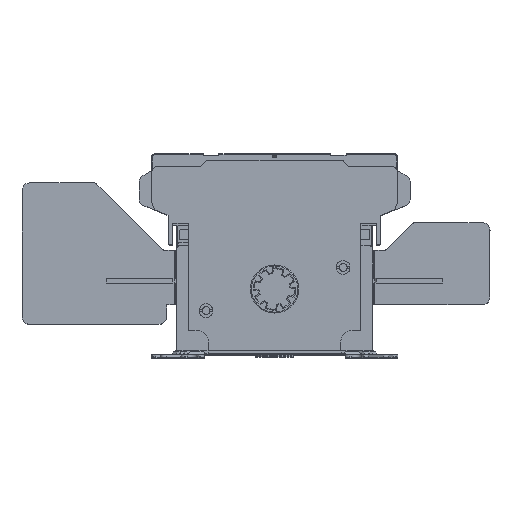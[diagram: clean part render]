
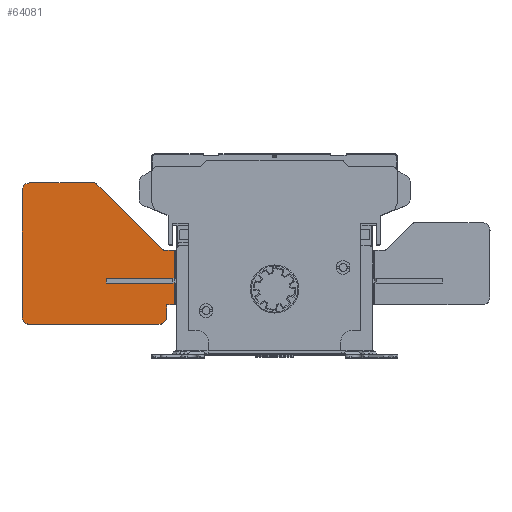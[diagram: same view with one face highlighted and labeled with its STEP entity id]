
A CAD part, top view. The second image highlights one B-rep face of the part: STEP entity #64081.
In plain terms, the highlighted planar face has unit normal (0, 0, 1).
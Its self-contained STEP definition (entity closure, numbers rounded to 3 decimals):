
#9920=DIRECTION('',(0.,1.,0.));
#9921=VECTOR('',#9920,27.95);
#9922=CARTESIAN_POINT('',(-51.095,26.5,89.));
#9923=LINE('',#9922,#9921);
#9928=CARTESIAN_POINT('',(-125.,20.5,89.));
#9929=DIRECTION('',(0.,0.,-1.));
#9930=DIRECTION('',(0.,-1.,0.));
#9931=AXIS2_PLACEMENT_3D('',#9928,#9929,#9930);
#9933=DIRECTION('',(0.,1.,0.));
#9934=VECTOR('',#9933,64.255);
#9935=CARTESIAN_POINT('',(-129.,20.5,89.));
#9936=LINE('',#9935,#9934);
#9937=CARTESIAN_POINT('',(-125.,84.755,89.));
#9938=DIRECTION('',(0.,0.,-1.));
#9939=DIRECTION('',(-1.,0.,0.));
#9940=AXIS2_PLACEMENT_3D('',#9937,#9938,#9939);
#9942=DIRECTION('',(1.,0.,0.));
#9943=VECTOR('',#9942,32.867);
#9944=CARTESIAN_POINT('',(-125.,88.755,89.));
#9945=LINE('',#9944,#9943);
#9946=CARTESIAN_POINT('',(-92.133,86.755,89.));
#9947=DIRECTION('',(0.,0.,-1.));
#9948=DIRECTION('',(0.,1.,0.));
#9949=AXIS2_PLACEMENT_3D('',#9946,#9947,#9948);
#9951=DIRECTION('',(0.707,-0.707,0.));
#9952=VECTOR('',#9951,46.858);
#9953=CARTESIAN_POINT('',(-90.719,88.169,89.));
#9954=LINE('',#9953,#9952);
#9955=CARTESIAN_POINT('',(-56.172,56.45,89.));
#9956=DIRECTION('',(0.,0.,1.));
#9957=DIRECTION('',(-0.707,-0.707,0.));
#9958=AXIS2_PLACEMENT_3D('',#9955,#9956,#9957);
#9960=DIRECTION('',(1.,0.,0.));
#9961=VECTOR('',#9960,5.077);
#9962=CARTESIAN_POINT('',(-56.172,54.45,89.));
#9963=LINE('',#9962,#9961);
#9964=DIRECTION('',(-1.,0.,0.));
#9965=VECTOR('',#9964,4.01);
#9966=CARTESIAN_POINT('',(-51.095,26.5,89.));
#9967=LINE('',#9966,#9965);
#9968=CARTESIAN_POINT('',(-59.105,20.5,89.));
#9969=DIRECTION('',(0.,0.,-1.));
#9970=DIRECTION('',(1.,0.,0.));
#9971=AXIS2_PLACEMENT_3D('',#9968,#9969,#9970);
#9981=DIRECTION('',(1.,0.,0.));
#9982=VECTOR('',#9981,65.895);
#9983=CARTESIAN_POINT('',(-125.,16.5,89.));
#9984=LINE('',#9983,#9982);
#9993=DIRECTION('',(0.,1.,0.));
#9994=VECTOR('',#9993,6.);
#9995=CARTESIAN_POINT('',(-55.105,20.5,89.));
#9996=LINE('',#9995,#9994);
#47010=CARTESIAN_POINT('',(-51.095,54.45,
89.));
#47012=VERTEX_POINT('',#47010);
#47013=CARTESIAN_POINT('',(-56.172,54.45,
89.));
#47014=VERTEX_POINT('',#47013);
#47033=CARTESIAN_POINT('',(-51.095,26.5,
89.));
#47034=VERTEX_POINT('',#47033);
#47037=CARTESIAN_POINT('',(-125.,16.5,
89.));
#47038=CARTESIAN_POINT('',(-129.,20.5,
89.));
#47039=VERTEX_POINT('',#47037);
#47040=VERTEX_POINT('',#47038);
#47041=CARTESIAN_POINT('',(-129.,84.755,
89.));
#47042=VERTEX_POINT('',#47041);
#47043=CARTESIAN_POINT('',(-125.,88.755,
89.));
#47044=VERTEX_POINT('',#47043);
#47045=CARTESIAN_POINT('',(-92.133,88.755,
89.));
#47046=VERTEX_POINT('',#47045);
#47047=CARTESIAN_POINT('',(-90.719,88.169,
89.));
#47048=VERTEX_POINT('',#47047);
#47049=CARTESIAN_POINT('',(-57.586,55.036,
89.));
#47050=VERTEX_POINT('',#47049);
#47051=CARTESIAN_POINT('',(-55.105,26.5,
89.));
#47052=VERTEX_POINT('',#47051);
#47053=CARTESIAN_POINT('',(-55.105,20.5,
89.));
#47054=VERTEX_POINT('',#47053);
#47055=CARTESIAN_POINT('',(-59.105,16.5,
89.));
#47056=VERTEX_POINT('',#47055);
#64051=CARTESIAN_POINT('',(-80.547,47.5,
89.));
#64052=DIRECTION('',(0.,0.,1.));
#64053=DIRECTION('',(1.,0.,0.));
#64054=AXIS2_PLACEMENT_3D('',#64051,#64052,#64053);
#64055=PLANE('',#64054);
#64057=ORIENTED_EDGE('',*,*,#64056,.T.);
#64059=ORIENTED_EDGE('',*,*,#64058,.T.);
#64061=ORIENTED_EDGE('',*,*,#64060,.T.);
#64063=ORIENTED_EDGE('',*,*,#64062,.T.);
#64065=ORIENTED_EDGE('',*,*,#64064,.T.);
#64067=ORIENTED_EDGE('',*,*,#64066,.T.);
#64069=ORIENTED_EDGE('',*,*,#64068,.T.);
#64070=ORIENTED_EDGE('',*,*,#63895,.T.);
#64071=ORIENTED_EDGE('',*,*,#64031,.F.);
#64072=ORIENTED_EDGE('',*,*,#63824,.T.);
#64074=ORIENTED_EDGE('',*,*,#64073,.F.);
#64076=ORIENTED_EDGE('',*,*,#64075,.T.);
#64078=ORIENTED_EDGE('',*,*,#64077,.F.);
#64079=EDGE_LOOP('',(#64057,#64059,#64061,#64063,#64065,#64067,#64069,#64070,
#64071,#64072,#64074,#64076,#64078));
#64080=FACE_OUTER_BOUND('',#64079,.F.);
#9932=CIRCLE('',#9931,4.);
#9941=CIRCLE('',#9940,4.);
#9950=CIRCLE('',#9949,2.);
#9959=CIRCLE('',#9958,2.);
#9972=CIRCLE('',#9971,4.);
#63824=EDGE_CURVE('',#47034,#47052,#9967,.T.);
#63895=EDGE_CURVE('',#47014,#47012,#9963,.T.);
#64031=EDGE_CURVE('',#47034,#47012,#9923,.T.);
#64056=EDGE_CURVE('',#47039,#47040,#9932,.T.);
#64058=EDGE_CURVE('',#47040,#47042,#9936,.T.);
#64060=EDGE_CURVE('',#47042,#47044,#9941,.T.);
#64062=EDGE_CURVE('',#47044,#47046,#9945,.T.);
#64064=EDGE_CURVE('',#47046,#47048,#9950,.T.);
#64066=EDGE_CURVE('',#47048,#47050,#9954,.T.);
#64068=EDGE_CURVE('',#47050,#47014,#9959,.T.);
#64073=EDGE_CURVE('',#47054,#47052,#9996,.T.);
#64075=EDGE_CURVE('',#47054,#47056,#9972,.T.);
#64077=EDGE_CURVE('',#47039,#47056,#9984,.T.);
#64081=ADVANCED_FACE('',(#64080),#64055,.T.);
